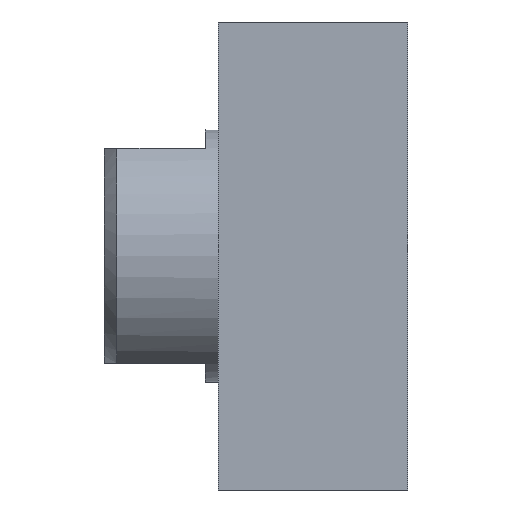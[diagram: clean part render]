
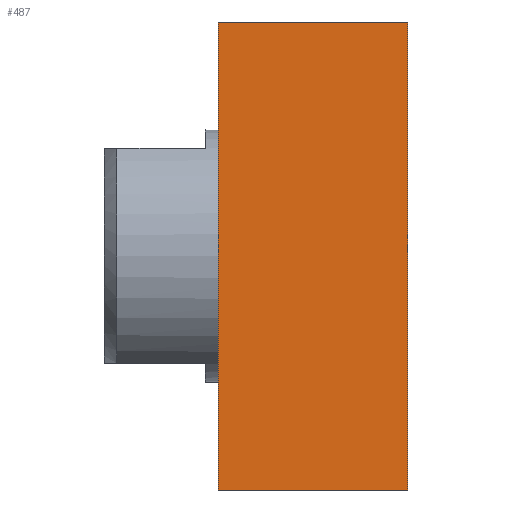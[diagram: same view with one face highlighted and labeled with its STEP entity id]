
A CAD part, left-side view. The second image highlights one B-rep face of the part: STEP entity #487.
In plain terms, the highlighted planar face has unit normal (-1, 0, 0).
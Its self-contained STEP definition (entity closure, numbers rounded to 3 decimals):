
#33=LINE('',#777,#53);
#34=LINE('',#780,#54);
#35=LINE('',#782,#55);
#36=LINE('',#784,#56);
#53=VECTOR('',#612,1000.);
#54=VECTOR('',#613,1000.);
#55=VECTOR('',#614,1000.);
#56=VECTOR('',#615,1000.);
#73=PLANE('',#537);
#128=ORIENTED_EDGE('',*,*,#242,.T.);
#129=ORIENTED_EDGE('',*,*,#243,.F.);
#130=ORIENTED_EDGE('',*,*,#244,.F.);
#131=ORIENTED_EDGE('',*,*,#245,.T.);
#242=EDGE_CURVE('',#299,#300,#33,.T.);
#243=EDGE_CURVE('',#301,#300,#34,.T.);
#244=EDGE_CURVE('',#302,#301,#35,.T.);
#245=EDGE_CURVE('',#302,#299,#36,.T.);
#299=VERTEX_POINT('',#778);
#300=VERTEX_POINT('',#779);
#301=VERTEX_POINT('',#781);
#302=VERTEX_POINT('',#783);
#347=EDGE_LOOP('',(#128,#129,#130,#131));
#415=FACE_BOUND('',#347,.T.);
#487=ADVANCED_FACE('',(#415),#73,.F.);
#537=AXIS2_PLACEMENT_3D('',#776,#610,#611);
#610=DIRECTION('',(1.,0.,0.));
#611=DIRECTION('',(0.,0.,-1.));
#612=DIRECTION('',(0.,0.,1.));
#613=DIRECTION('',(0.,-1.,0.));
#614=DIRECTION('',(0.,0.,1.));
#615=DIRECTION('',(0.,-1.,0.));
#776=CARTESIAN_POINT('',(-30.,15.,-18.5));
#777=CARTESIAN_POINT('',(-30.,0.,-18.5));
#778=CARTESIAN_POINT('',(-30.,0.,-18.5));
#779=CARTESIAN_POINT('',(-30.,0.,18.5));
#780=CARTESIAN_POINT('',(-30.,15.,18.5));
#781=CARTESIAN_POINT('',(-30.,15.,18.5));
#782=CARTESIAN_POINT('',(-30.,15.,-18.5));
#783=CARTESIAN_POINT('',(-30.,15.,-18.5));
#784=CARTESIAN_POINT('',(-30.,15.,-18.5));
